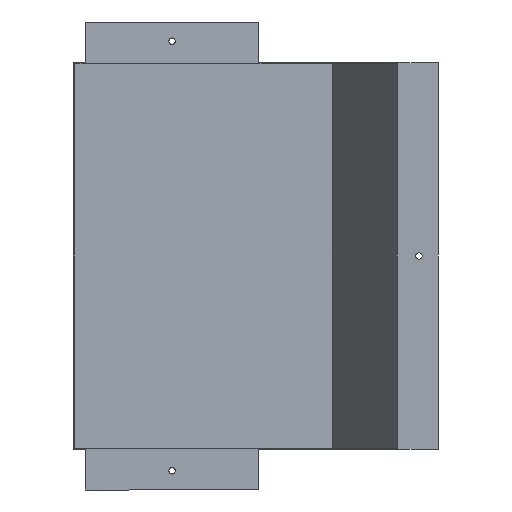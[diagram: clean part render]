
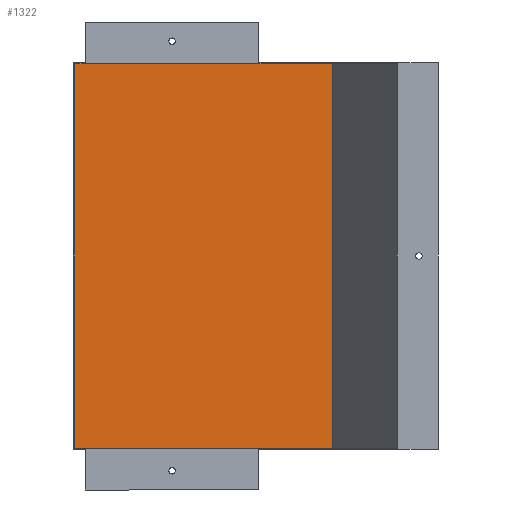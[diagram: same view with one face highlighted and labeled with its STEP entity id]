
A CAD part, front view. The second image highlights one B-rep face of the part: STEP entity #1322.
In plain terms, the highlighted planar face has unit normal (0, -1, 0).
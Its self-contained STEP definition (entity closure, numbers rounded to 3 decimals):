
#4 = VERTEX_POINT ( 'NONE', #2939 ) ;
#9 = VERTEX_POINT ( 'NONE', #2940 ) ;
#57 = VERTEX_POINT ( 'NONE', #2887 ) ;
#85 = AXIS2_PLACEMENT_3D ( 'NONE', #1534, #1528, #1527 ) ;
#343 = EDGE_CURVE ( 'NONE', #57, #2129, #3056, .T. ) ;
#344 = EDGE_CURVE ( 'NONE', #9, #4, #3064, .T. ) ;
#346 = EDGE_CURVE ( 'NONE', #57, #4, #3068, .T. ) ;
#348 = EDGE_CURVE ( 'NONE', #2129, #9, #3072, .T. ) ;
#837 = EDGE_LOOP ( 'NONE', ( #1874, #1873, #1872, #1871 ) ) ;
#1322 = ADVANCED_FACE ( 'NONE', ( #2738 ), #1530, .T. ) ;
#1527 = DIRECTION ( 'NONE',  ( 0., 0., -1. ) ) ;
#1528 = DIRECTION ( 'NONE',  ( 0., -1., 0. ) ) ;
#1530 = PLANE ( 'NONE',  #85 ) ;
#1534 = CARTESIAN_POINT ( 'NONE',  ( 0., 130.2, -303. ) ) ;
#1579 = DIRECTION ( 'NONE',  ( 0., 0., 1. ) ) ;
#1589 = CARTESIAN_POINT ( 'NONE',  ( 202.552, 130.2, -303. ) ) ;
#1608 = DIRECTION ( 'NONE',  ( 1., 0., 0. ) ) ;
#1613 = CARTESIAN_POINT ( 'NONE',  ( 0., 130.2, -0.8 ) ) ;
#1617 = DIRECTION ( 'NONE',  ( -1., 0., 0. ) ) ;
#1627 = DIRECTION ( 'NONE',  ( 0., 0., 1. ) ) ;
#1629 = CARTESIAN_POINT ( 'NONE',  ( 0.8, 130.2, -303. ) ) ;
#1743 = CARTESIAN_POINT ( 'NONE',  ( 0., 130.2, -302.2 ) ) ;
#1871 = ORIENTED_EDGE ( 'NONE', *, *, #346, .T. ) ;
#1872 = ORIENTED_EDGE ( 'NONE', *, *, #343, .F. ) ;
#1873 = ORIENTED_EDGE ( 'NONE', *, *, #348, .F. ) ;
#1874 = ORIENTED_EDGE ( 'NONE', *, *, #344, .F. ) ;
#2129 = VERTEX_POINT ( 'NONE', #2551 ) ;
#2551 = CARTESIAN_POINT ( 'NONE',  ( 0.8, 130.2, -302.2 ) ) ;
#2738 = FACE_OUTER_BOUND ( 'NONE', #837, .T. ) ;
#2887 = CARTESIAN_POINT ( 'NONE',  ( 202.552, 130.2, -302.2 ) ) ;
#2939 = CARTESIAN_POINT ( 'NONE',  ( 202.552, 130.2, -0.8 ) ) ;
#2940 = CARTESIAN_POINT ( 'NONE',  ( 0.8, 130.2, -0.8 ) ) ;
#3056 = LINE ( 'NONE', #1743, #3065 ) ;
#3064 = LINE ( 'NONE', #1613, #3067 ) ;
#3065 = VECTOR ( 'NONE', #1617, 1000. ) ;
#3067 = VECTOR ( 'NONE', #1608, 1000. ) ;
#3068 = LINE ( 'NONE', #1589, #3071 ) ;
#3071 = VECTOR ( 'NONE', #1579, 1000. ) ;
#3072 = LINE ( 'NONE', #1629, #3075 ) ;
#3075 = VECTOR ( 'NONE', #1627, 1000. ) ;
